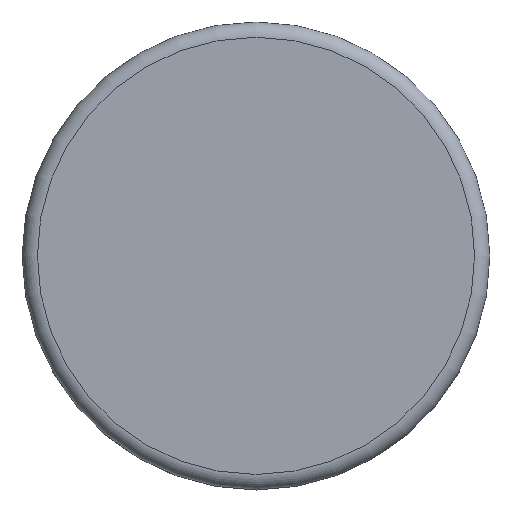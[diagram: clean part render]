
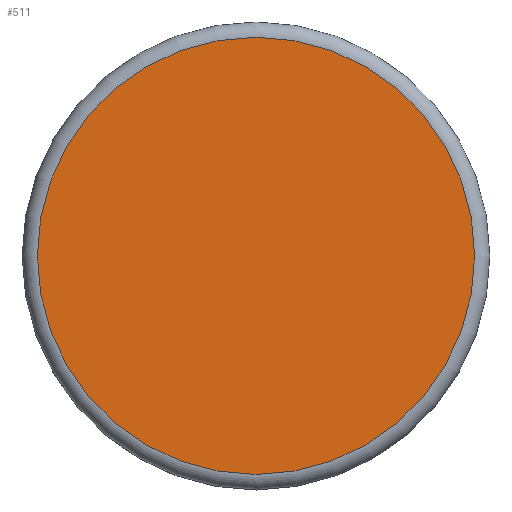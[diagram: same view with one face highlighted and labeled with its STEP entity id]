
A CAD part, top view. The second image highlights one B-rep face of the part: STEP entity #511.
In plain terms, the highlighted planar face has unit normal (0, 0, 1).
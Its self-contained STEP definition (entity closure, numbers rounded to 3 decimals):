
#31=PLANE('',#588);
#145=FACE_OUTER_BOUND('',#178,.T.);
#178=EDGE_LOOP('',(#443));
#217=CIRCLE('',#586,2.15);
#259=VERTEX_POINT('',#894);
#322=EDGE_CURVE('',#259,#259,#217,.T.);
#443=ORIENTED_EDGE('',*,*,#322,.F.);
#511=ADVANCED_FACE('',(#145),#31,.T.);
#586=AXIS2_PLACEMENT_3D('',#895,#733,#734);
#588=AXIS2_PLACEMENT_3D('',#897,#737,#738);
#733=DIRECTION('center_axis',(0.,0.,-1.));
#734=DIRECTION('ref_axis',(1.,0.,0.));
#737=DIRECTION('center_axis',(0.,0.,1.));
#738=DIRECTION('ref_axis',(1.,0.,0.));
#894=CARTESIAN_POINT('',(-2.15,0.,1.));
#895=CARTESIAN_POINT('Origin',(0.,0.,1.));
#897=CARTESIAN_POINT('Origin',(0.,0.,1.));
